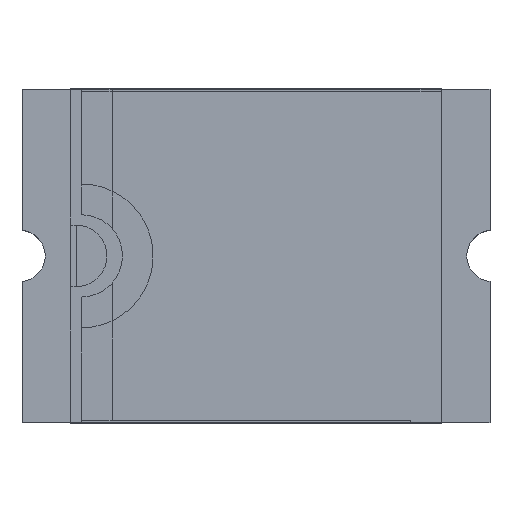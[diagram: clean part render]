
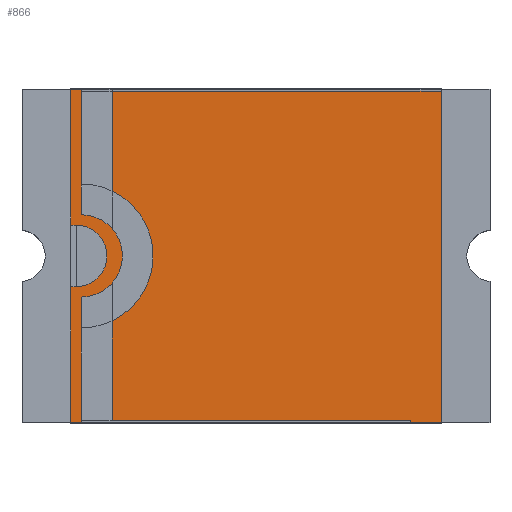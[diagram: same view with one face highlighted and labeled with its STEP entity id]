
A CAD part, top view. The second image highlights one B-rep face of the part: STEP entity #866.
In plain terms, the highlighted planar face has unit normal (0, 0, 1).
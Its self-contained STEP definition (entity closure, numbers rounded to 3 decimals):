
#750 = EDGE_CURVE('',#751,#753,#755,.T.);
#751 = VERTEX_POINT('',#752);
#752 = CARTESIAN_POINT('',(-2.275,-1.62,1.21));
#753 = VERTEX_POINT('',#754);
#754 = CARTESIAN_POINT('',(-2.275,-0.25,1.21));
#755 = SURFACE_CURVE('',#756,(#760,#772),.PCURVE_S1.);
#756 = LINE('',#757,#758);
#757 = CARTESIAN_POINT('',(-2.275,-1.62,1.21));
#758 = VECTOR('',#759,1.);
#759 = DIRECTION('',(0.,1.,0.));
#760 = PCURVE('',#761,#766);
#761 = PLANE('',#762);
#762 = AXIS2_PLACEMENT_3D('',#763,#764,#765);
#763 = CARTESIAN_POINT('',(-2.275,-1.62,0.01));
#764 = DIRECTION('',(1.,0.,0.));
#765 = DIRECTION('',(0.,0.,1.));
#766 = DEFINITIONAL_REPRESENTATION('',(#767),#771);
#767 = LINE('',#768,#769);
#768 = CARTESIAN_POINT('',(1.2,0.));
#769 = VECTOR('',#770,1.);
#770 = DIRECTION('',(0.,-1.));
#771 = ( GEOMETRIC_REPRESENTATION_CONTEXT(2) 
PARAMETRIC_REPRESENTATION_CONTEXT() REPRESENTATION_CONTEXT('2D SPACE',''
  ) );
#772 = PCURVE('',#773,#778);
#773 = PLANE('',#774);
#774 = AXIS2_PLACEMENT_3D('',#775,#776,#777);
#775 = CARTESIAN_POINT('',(-2.275,-1.62,1.21));
#776 = DIRECTION('',(0.,0.,1.));
#777 = DIRECTION('',(1.,0.,0.));
#778 = DEFINITIONAL_REPRESENTATION('',(#779),#783);
#779 = LINE('',#780,#781);
#780 = CARTESIAN_POINT('',(0.,0.));
#781 = VECTOR('',#782,1.);
#782 = DIRECTION('',(0.,1.));
#783 = ( GEOMETRIC_REPRESENTATION_CONTEXT(2) 
PARAMETRIC_REPRESENTATION_CONTEXT() REPRESENTATION_CONTEXT('2D SPACE',''
  ) );
#801 = PLANE('',#802);
#802 = AXIS2_PLACEMENT_3D('',#803,#804,#805);
#803 = CARTESIAN_POINT('',(-2.275,-1.62,0.01));
#804 = DIRECTION('',(0.,1.,0.));
#805 = DIRECTION('',(0.,0.,1.));
#855 = CYLINDRICAL_SURFACE('',#856,0.25);
#856 = AXIS2_PLACEMENT_3D('',#857,#858,#859);
#857 = CARTESIAN_POINT('',(-2.275,0.,0.));
#858 = DIRECTION('',(-0.,-0.,-1.));
#859 = DIRECTION('',(1.,0.,0.));
#866 = ADVANCED_FACE('',(#867),#773,.T.);
#867 = FACE_BOUND('',#868,.T.);
#868 = EDGE_LOOP('',(#869,#870,#893,#921,#950,#978,#1006,#1034));
#869 = ORIENTED_EDGE('',*,*,#750,.F.);
#870 = ORIENTED_EDGE('',*,*,#871,.T.);
#871 = EDGE_CURVE('',#751,#872,#874,.T.);
#872 = VERTEX_POINT('',#873);
#873 = CARTESIAN_POINT('',(2.275,-1.62,1.21));
#874 = SURFACE_CURVE('',#875,(#879,#886),.PCURVE_S1.);
#875 = LINE('',#876,#877);
#876 = CARTESIAN_POINT('',(-2.275,-1.62,1.21));
#877 = VECTOR('',#878,1.);
#878 = DIRECTION('',(1.,0.,0.));
#879 = PCURVE('',#773,#880);
#880 = DEFINITIONAL_REPRESENTATION('',(#881),#885);
#881 = LINE('',#882,#883);
#882 = CARTESIAN_POINT('',(0.,0.));
#883 = VECTOR('',#884,1.);
#884 = DIRECTION('',(1.,0.));
#885 = ( GEOMETRIC_REPRESENTATION_CONTEXT(2) 
PARAMETRIC_REPRESENTATION_CONTEXT() REPRESENTATION_CONTEXT('2D SPACE',''
  ) );
#886 = PCURVE('',#801,#887);
#887 = DEFINITIONAL_REPRESENTATION('',(#888),#892);
#888 = LINE('',#889,#890);
#889 = CARTESIAN_POINT('',(1.2,0.));
#890 = VECTOR('',#891,1.);
#891 = DIRECTION('',(0.,1.));
#892 = ( GEOMETRIC_REPRESENTATION_CONTEXT(2) 
PARAMETRIC_REPRESENTATION_CONTEXT() REPRESENTATION_CONTEXT('2D SPACE',''
  ) );
#893 = ORIENTED_EDGE('',*,*,#894,.T.);
#894 = EDGE_CURVE('',#872,#895,#897,.T.);
#895 = VERTEX_POINT('',#896);
#896 = CARTESIAN_POINT('',(2.275,-0.25,1.21));
#897 = SURFACE_CURVE('',#898,(#902,#909),.PCURVE_S1.);
#898 = LINE('',#899,#900);
#899 = CARTESIAN_POINT('',(2.275,-1.62,1.21));
#900 = VECTOR('',#901,1.);
#901 = DIRECTION('',(0.,1.,0.));
#902 = PCURVE('',#773,#903);
#903 = DEFINITIONAL_REPRESENTATION('',(#904),#908);
#904 = LINE('',#905,#906);
#905 = CARTESIAN_POINT('',(4.55,0.));
#906 = VECTOR('',#907,1.);
#907 = DIRECTION('',(0.,1.));
#908 = ( GEOMETRIC_REPRESENTATION_CONTEXT(2) 
PARAMETRIC_REPRESENTATION_CONTEXT() REPRESENTATION_CONTEXT('2D SPACE',''
  ) );
#909 = PCURVE('',#910,#915);
#910 = PLANE('',#911);
#911 = AXIS2_PLACEMENT_3D('',#912,#913,#914);
#912 = CARTESIAN_POINT('',(2.275,-1.62,0.01));
#913 = DIRECTION('',(1.,0.,0.));
#914 = DIRECTION('',(0.,0.,1.));
#915 = DEFINITIONAL_REPRESENTATION('',(#916),#920);
#916 = LINE('',#917,#918);
#917 = CARTESIAN_POINT('',(1.2,0.));
#918 = VECTOR('',#919,1.);
#919 = DIRECTION('',(0.,-1.));
#920 = ( GEOMETRIC_REPRESENTATION_CONTEXT(2) 
PARAMETRIC_REPRESENTATION_CONTEXT() REPRESENTATION_CONTEXT('2D SPACE',''
  ) );
#921 = ORIENTED_EDGE('',*,*,#922,.F.);
#922 = EDGE_CURVE('',#923,#895,#925,.T.);
#923 = VERTEX_POINT('',#924);
#924 = CARTESIAN_POINT('',(2.275,0.25,1.21));
#925 = SURFACE_CURVE('',#926,(#931,#938),.PCURVE_S1.);
#926 = CIRCLE('',#927,0.25);
#927 = AXIS2_PLACEMENT_3D('',#928,#929,#930);
#928 = CARTESIAN_POINT('',(2.275,0.,1.21));
#929 = DIRECTION('',(0.,0.,1.));
#930 = DIRECTION('',(1.,0.,0.));
#931 = PCURVE('',#773,#932);
#932 = DEFINITIONAL_REPRESENTATION('',(#933),#937);
#933 = CIRCLE('',#934,0.25);
#934 = AXIS2_PLACEMENT_2D('',#935,#936);
#935 = CARTESIAN_POINT('',(4.55,1.62));
#936 = DIRECTION('',(1.,0.));
#937 = ( GEOMETRIC_REPRESENTATION_CONTEXT(2) 
PARAMETRIC_REPRESENTATION_CONTEXT() REPRESENTATION_CONTEXT('2D SPACE',''
  ) );
#938 = PCURVE('',#939,#944);
#939 = CYLINDRICAL_SURFACE('',#940,0.25);
#940 = AXIS2_PLACEMENT_3D('',#941,#942,#943);
#941 = CARTESIAN_POINT('',(2.275,0.,0.));
#942 = DIRECTION('',(-0.,-0.,-1.));
#943 = DIRECTION('',(1.,0.,0.));
#944 = DEFINITIONAL_REPRESENTATION('',(#945),#949);
#945 = LINE('',#946,#947);
#946 = CARTESIAN_POINT('',(-0.,-1.21));
#947 = VECTOR('',#948,1.);
#948 = DIRECTION('',(-1.,0.));
#949 = ( GEOMETRIC_REPRESENTATION_CONTEXT(2) 
PARAMETRIC_REPRESENTATION_CONTEXT() REPRESENTATION_CONTEXT('2D SPACE',''
  ) );
#950 = ORIENTED_EDGE('',*,*,#951,.T.);
#951 = EDGE_CURVE('',#923,#952,#954,.T.);
#952 = VERTEX_POINT('',#953);
#953 = CARTESIAN_POINT('',(2.275,1.62,1.21));
#954 = SURFACE_CURVE('',#955,(#959,#966),.PCURVE_S1.);
#955 = LINE('',#956,#957);
#956 = CARTESIAN_POINT('',(2.275,-1.62,1.21));
#957 = VECTOR('',#958,1.);
#958 = DIRECTION('',(0.,1.,0.));
#959 = PCURVE('',#773,#960);
#960 = DEFINITIONAL_REPRESENTATION('',(#961),#965);
#961 = LINE('',#962,#963);
#962 = CARTESIAN_POINT('',(4.55,0.));
#963 = VECTOR('',#964,1.);
#964 = DIRECTION('',(0.,1.));
#965 = ( GEOMETRIC_REPRESENTATION_CONTEXT(2) 
PARAMETRIC_REPRESENTATION_CONTEXT() REPRESENTATION_CONTEXT('2D SPACE',''
  ) );
#966 = PCURVE('',#967,#972);
#967 = PLANE('',#968);
#968 = AXIS2_PLACEMENT_3D('',#969,#970,#971);
#969 = CARTESIAN_POINT('',(2.275,-1.62,0.01));
#970 = DIRECTION('',(1.,0.,0.));
#971 = DIRECTION('',(0.,0.,1.));
#972 = DEFINITIONAL_REPRESENTATION('',(#973),#977);
#973 = LINE('',#974,#975);
#974 = CARTESIAN_POINT('',(1.2,0.));
#975 = VECTOR('',#976,1.);
#976 = DIRECTION('',(0.,-1.));
#977 = ( GEOMETRIC_REPRESENTATION_CONTEXT(2) 
PARAMETRIC_REPRESENTATION_CONTEXT() REPRESENTATION_CONTEXT('2D SPACE',''
  ) );
#978 = ORIENTED_EDGE('',*,*,#979,.F.);
#979 = EDGE_CURVE('',#980,#952,#982,.T.);
#980 = VERTEX_POINT('',#981);
#981 = CARTESIAN_POINT('',(-2.275,1.62,1.21));
#982 = SURFACE_CURVE('',#983,(#987,#994),.PCURVE_S1.);
#983 = LINE('',#984,#985);
#984 = CARTESIAN_POINT('',(-2.275,1.62,1.21));
#985 = VECTOR('',#986,1.);
#986 = DIRECTION('',(1.,0.,0.));
#987 = PCURVE('',#773,#988);
#988 = DEFINITIONAL_REPRESENTATION('',(#989),#993);
#989 = LINE('',#990,#991);
#990 = CARTESIAN_POINT('',(0.,3.24));
#991 = VECTOR('',#992,1.);
#992 = DIRECTION('',(1.,0.));
#993 = ( GEOMETRIC_REPRESENTATION_CONTEXT(2) 
PARAMETRIC_REPRESENTATION_CONTEXT() REPRESENTATION_CONTEXT('2D SPACE',''
  ) );
#994 = PCURVE('',#995,#1000);
#995 = PLANE('',#996);
#996 = AXIS2_PLACEMENT_3D('',#997,#998,#999);
#997 = CARTESIAN_POINT('',(-2.275,1.62,0.01));
#998 = DIRECTION('',(0.,1.,0.));
#999 = DIRECTION('',(0.,0.,1.));
#1000 = DEFINITIONAL_REPRESENTATION('',(#1001),#1005);
#1001 = LINE('',#1002,#1003);
#1002 = CARTESIAN_POINT('',(1.2,0.));
#1003 = VECTOR('',#1004,1.);
#1004 = DIRECTION('',(0.,1.));
#1005 = ( GEOMETRIC_REPRESENTATION_CONTEXT(2) 
PARAMETRIC_REPRESENTATION_CONTEXT() REPRESENTATION_CONTEXT('2D SPACE',''
  ) );
#1006 = ORIENTED_EDGE('',*,*,#1007,.F.);
#1007 = EDGE_CURVE('',#1008,#980,#1010,.T.);
#1008 = VERTEX_POINT('',#1009);
#1009 = CARTESIAN_POINT('',(-2.275,0.25,1.21));
#1010 = SURFACE_CURVE('',#1011,(#1015,#1022),.PCURVE_S1.);
#1011 = LINE('',#1012,#1013);
#1012 = CARTESIAN_POINT('',(-2.275,-1.62,1.21));
#1013 = VECTOR('',#1014,1.);
#1014 = DIRECTION('',(0.,1.,0.));
#1015 = PCURVE('',#773,#1016);
#1016 = DEFINITIONAL_REPRESENTATION('',(#1017),#1021);
#1017 = LINE('',#1018,#1019);
#1018 = CARTESIAN_POINT('',(0.,0.));
#1019 = VECTOR('',#1020,1.);
#1020 = DIRECTION('',(0.,1.));
#1021 = ( GEOMETRIC_REPRESENTATION_CONTEXT(2) 
PARAMETRIC_REPRESENTATION_CONTEXT() REPRESENTATION_CONTEXT('2D SPACE',''
  ) );
#1022 = PCURVE('',#1023,#1028);
#1023 = PLANE('',#1024);
#1024 = AXIS2_PLACEMENT_3D('',#1025,#1026,#1027);
#1025 = CARTESIAN_POINT('',(-2.275,-1.62,0.01));
#1026 = DIRECTION('',(1.,0.,0.));
#1027 = DIRECTION('',(0.,0.,1.));
#1028 = DEFINITIONAL_REPRESENTATION('',(#1029),#1033);
#1029 = LINE('',#1030,#1031);
#1030 = CARTESIAN_POINT('',(1.2,0.));
#1031 = VECTOR('',#1032,1.);
#1032 = DIRECTION('',(0.,-1.));
#1033 = ( GEOMETRIC_REPRESENTATION_CONTEXT(2) 
PARAMETRIC_REPRESENTATION_CONTEXT() REPRESENTATION_CONTEXT('2D SPACE',''
  ) );
#1034 = ORIENTED_EDGE('',*,*,#1035,.F.);
#1035 = EDGE_CURVE('',#753,#1008,#1036,.T.);
#1036 = SURFACE_CURVE('',#1037,(#1042,#1049),.PCURVE_S1.);
#1037 = CIRCLE('',#1038,0.25);
#1038 = AXIS2_PLACEMENT_3D('',#1039,#1040,#1041);
#1039 = CARTESIAN_POINT('',(-2.275,0.,1.21));
#1040 = DIRECTION('',(0.,0.,1.));
#1041 = DIRECTION('',(1.,0.,0.));
#1042 = PCURVE('',#773,#1043);
#1043 = DEFINITIONAL_REPRESENTATION('',(#1044),#1048);
#1044 = CIRCLE('',#1045,0.25);
#1045 = AXIS2_PLACEMENT_2D('',#1046,#1047);
#1046 = CARTESIAN_POINT('',(0.,1.62));
#1047 = DIRECTION('',(1.,0.));
#1048 = ( GEOMETRIC_REPRESENTATION_CONTEXT(2) 
PARAMETRIC_REPRESENTATION_CONTEXT() REPRESENTATION_CONTEXT('2D SPACE',''
  ) );
#1049 = PCURVE('',#855,#1050);
#1050 = DEFINITIONAL_REPRESENTATION('',(#1051),#1055);
#1051 = LINE('',#1052,#1053);
#1052 = CARTESIAN_POINT('',(-0.,-1.21));
#1053 = VECTOR('',#1054,1.);
#1054 = DIRECTION('',(-1.,0.));
#1055 = ( GEOMETRIC_REPRESENTATION_CONTEXT(2) 
PARAMETRIC_REPRESENTATION_CONTEXT() REPRESENTATION_CONTEXT('2D SPACE',''
  ) );
